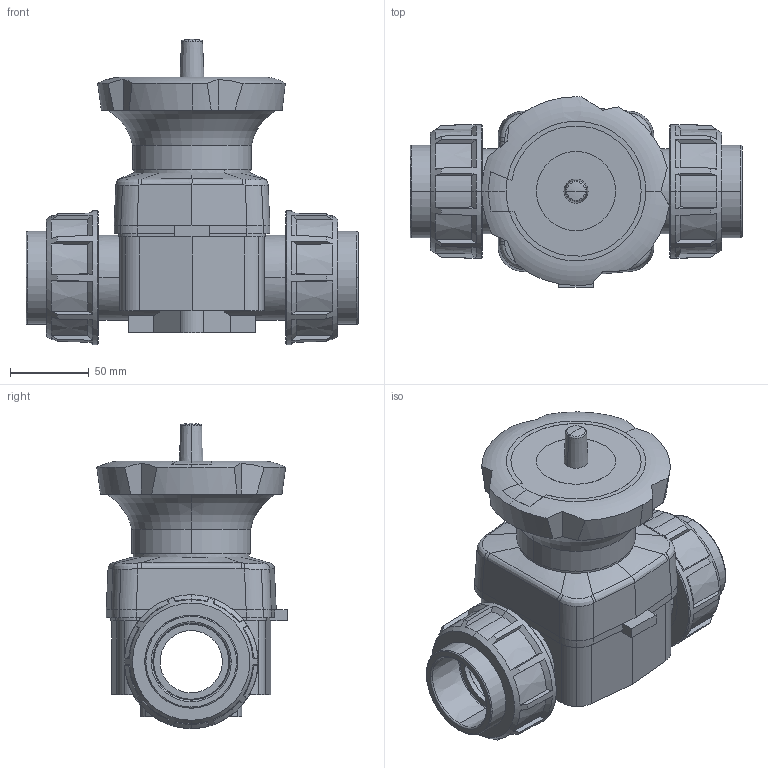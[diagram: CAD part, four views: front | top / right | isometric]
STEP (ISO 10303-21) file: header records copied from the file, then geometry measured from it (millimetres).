
FILE_DESCRIPTION(('STEP AP214'),'1');
FILE_NAME('dkuim050e.stp','2017-04-07T15:35:23',('TraceParts'),('TraceParts S.A.'),'Spatial InterOp 3D',' ',' ');
FILE_SCHEMA(('automotive_design'));
Length unit declared in the file: millimetre
Products named in the file (8): dkuim050e_1; dkuim050e_2; dkuim050e_3; dkuim050e_4; dkuim050e_5; dkuim050e_6; dkuim050e_7; dkuim050e_8
Bounding box: 211 x 121 x 193.99 mm (x, y, z)
Volume: 1436569.1 mm3; surface area: 211556.1 mm2
Topology: 8 solids, 8 shells, 356 faces, 937 edges, 608 vertices
Faces by surface type: plane 141, cylinder 84, cone 73, bspline 30, torus 28
Entity records: 15715 total; most frequent: CARTESIAN_POINT 4153, ORIENTED_EDGE 1870, DIRECTION 1772, EDGE_CURVE 935, AXIS2_PLACEMENT_3D 743, VERTEX_POINT 608, CIRCLE 385, EDGE_LOOP 379
